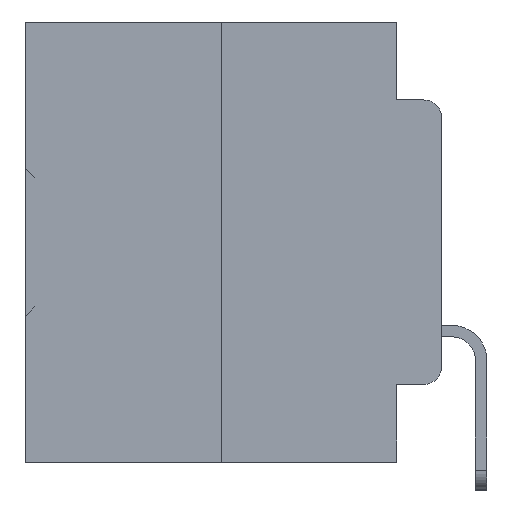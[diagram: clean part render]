
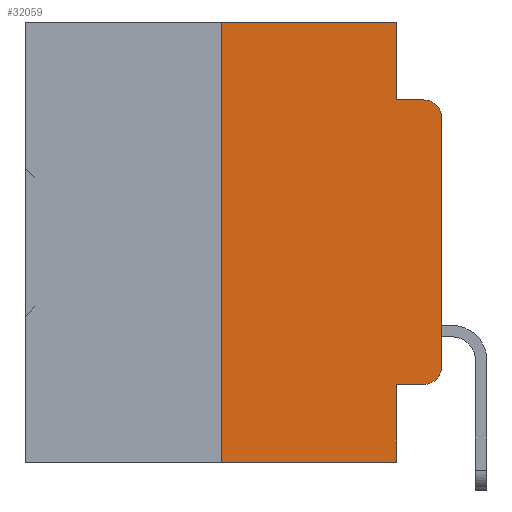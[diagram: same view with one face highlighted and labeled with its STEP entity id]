
A CAD part, left-side view. The second image highlights one B-rep face of the part: STEP entity #32059.
In plain terms, the highlighted planar face has unit normal (-1, 0, 0).
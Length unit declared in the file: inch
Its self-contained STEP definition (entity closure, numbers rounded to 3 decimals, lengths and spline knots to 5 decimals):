
#85 = EDGE_CURVE ( 'NONE', #28247, #33590, #32860, .T. ) ;
#145 = CARTESIAN_POINT ( 'NONE',  ( 0., 0., -0.3915 ) ) ;
#264 = ORIENTED_EDGE ( 'NONE', *, *, #31043, .F. ) ;
#807 = VECTOR ( 'NONE', #12703, 39.37008 ) ;
#2000 = VECTOR ( 'NONE', #33016, 39.37008 ) ;
#2437 = VERTEX_POINT ( 'NONE', #6601 ) ;
#2703 = VECTOR ( 'NONE', #18114, 39.37008 ) ;
#3313 = ORIENTED_EDGE ( 'NONE', *, *, #29066, .F. ) ;
#4206 = LINE ( 'NONE', #4807, #26196 ) ;
#4807 = CARTESIAN_POINT ( 'NONE',  ( 0., 0.051, -0.0885 ) ) ;
#4889 = DIRECTION ( 'NONE',  ( -1., 0., 0. ) ) ;
#5987 = VERTEX_POINT ( 'NONE', #37379 ) ;
#6601 = CARTESIAN_POINT ( 'NONE',  ( 0., 0.02, -0.4115 ) ) ;
#7334 = VECTOR ( 'NONE', #12593, 39.37008 ) ;
#7652 = CARTESIAN_POINT ( 'NONE',  ( 0., 0.051, -0.0885 ) ) ;
#7886 = AXIS2_PLACEMENT_3D ( 'NONE', #24275, #9418, #30085 ) ;
#8145 = LINE ( 'NONE', #24502, #807 ) ;
#8598 = ORIENTED_EDGE ( 'NONE', *, *, #27436, .F. ) ;
#9418 = DIRECTION ( 'NONE',  ( 1., 0., 0. ) ) ;
#9562 = CARTESIAN_POINT ( 'NONE',  ( 0., 0.051, -0.4115 ) ) ;
#10650 = CARTESIAN_POINT ( 'NONE',  ( 0., 0.02, -0.3915 ) ) ;
#11082 = CARTESIAN_POINT ( 'NONE',  ( 0., 0.25, 0. ) ) ;
#11169 = LINE ( 'NONE', #18559, #2000 ) ;
#11811 = LINE ( 'NONE', #23892, #2703 ) ;
#12593 = DIRECTION ( 'NONE',  ( 0., -1., 0. ) ) ;
#12703 = DIRECTION ( 'NONE',  ( 0., -1., 0. ) ) ;
#13320 = AXIS2_PLACEMENT_3D ( 'NONE', #10650, #31255, #13650 ) ;
#13335 = ORIENTED_EDGE ( 'NONE', *, *, #27647, .T. ) ;
#13414 = FACE_OUTER_BOUND ( 'NONE', #34422, .T. ) ;
#13650 = DIRECTION ( 'NONE',  ( 0., 0., -1. ) ) ;
#14713 = ORIENTED_EDGE ( 'NONE', *, *, #32962, .F. ) ;
#14723 = LINE ( 'NONE', #33168, #29432 ) ;
#16161 = ORIENTED_EDGE ( 'NONE', *, *, #17361, .T. ) ;
#17190 = CARTESIAN_POINT ( 'NONE',  ( 0., 0.25, -0.5 ) ) ;
#17361 = EDGE_CURVE ( 'NONE', #2437, #28247, #28790, .T. ) ;
#18114 = DIRECTION ( 'NONE',  ( 0., 0., 1. ) ) ;
#18559 = CARTESIAN_POINT ( 'NONE',  ( 0., 0.051, 0. ) ) ;
#18716 = VERTEX_POINT ( 'NONE', #28859 ) ;
#19386 = EDGE_CURVE ( 'NONE', #36962, #2437, #38576, .T. ) ;
#19700 = DIRECTION ( 'NONE',  ( 0., 0., -1. ) ) ;
#20868 = AXIS2_PLACEMENT_3D ( 'NONE', #22917, #4889, #25795 ) ;
#21352 = EDGE_CURVE ( 'NONE', #36962, #18716, #23597, .T. ) ;
#21430 = VERTEX_POINT ( 'NONE', #17190 ) ;
#21708 = DIRECTION ( 'NONE',  ( 0., -1., 0. ) ) ;
#21869 = CARTESIAN_POINT ( 'NONE',  ( 0., 0.051, 0. ) ) ;
#22354 = VERTEX_POINT ( 'NONE', #11082 ) ;
#22678 = VECTOR ( 'NONE', #19700, 39.37008 ) ;
#22917 = CARTESIAN_POINT ( 'NONE',  ( 0., 0.02, -0.1085 ) ) ;
#23597 = LINE ( 'NONE', #25538, #22678 ) ;
#23892 = CARTESIAN_POINT ( 'NONE',  ( 0., 0.25, 0. ) ) ;
#24275 = CARTESIAN_POINT ( 'NONE',  ( 0., 0.473, 0. ) ) ;
#24502 = CARTESIAN_POINT ( 'NONE',  ( 0., 0.473, 0. ) ) ;
#25195 = VECTOR ( 'NONE', #28459, 39.37008 ) ;
#25538 = CARTESIAN_POINT ( 'NONE',  ( 0., 0.051, 0. ) ) ;
#25795 = DIRECTION ( 'NONE',  ( 0., 0., -1. ) ) ;
#25818 = VERTEX_POINT ( 'NONE', #7652 ) ;
#25839 = DIRECTION ( 'NONE',  ( 0., -1., 0. ) ) ;
#26196 = VECTOR ( 'NONE', #25839, 39.37008 ) ;
#27178 = PLANE ( 'NONE',  #7886 ) ;
#27436 = EDGE_CURVE ( 'NONE', #22354, #33421, #8145, .T. ) ;
#27647 = EDGE_CURVE ( 'NONE', #21430, #18716, #14723, .T. ) ;
#28247 = VERTEX_POINT ( 'NONE', #145 ) ;
#28459 = DIRECTION ( 'NONE',  ( 0., 0., 1. ) ) ;
#28790 = CIRCLE ( 'NONE', #13320, 0.02 ) ;
#28859 = CARTESIAN_POINT ( 'NONE',  ( 0., 0.051, -0.5 ) ) ;
#29066 = EDGE_CURVE ( 'NONE', #21430, #22354, #11811, .T. ) ;
#29118 = CARTESIAN_POINT ( 'NONE',  ( 0., 0., 0. ) ) ;
#29423 = ORIENTED_EDGE ( 'NONE', *, *, #85, .T. ) ;
#29432 = VECTOR ( 'NONE', #21708, 39.37008 ) ;
#30085 = DIRECTION ( 'NONE',  ( 0., 0., -1. ) ) ;
#31043 = EDGE_CURVE ( 'NONE', #33421, #25818, #11169, .T. ) ;
#31255 = DIRECTION ( 'NONE',  ( -1., 0., 0. ) ) ;
#32059 = ADVANCED_FACE ( 'NONE', ( #13414 ), #27178, .F. ) ;
#32860 = LINE ( 'NONE', #29118, #25195 ) ;
#32962 = EDGE_CURVE ( 'NONE', #25818, #5987, #4206, .T. ) ;
#33016 = DIRECTION ( 'NONE',  ( 0., 0., -1. ) ) ;
#33168 = CARTESIAN_POINT ( 'NONE',  ( 0., 0.473, -0.5 ) ) ;
#33421 = VERTEX_POINT ( 'NONE', #21869 ) ;
#33590 = VERTEX_POINT ( 'NONE', #34055 ) ;
#34055 = CARTESIAN_POINT ( 'NONE',  ( 0., 0., -0.1085 ) ) ;
#34422 = EDGE_LOOP ( 'NONE', ( #29423, #37048, #14713, #264, #8598, #3313, #13335, #36616, #38421, #16161 ) ) ;
#34583 = CIRCLE ( 'NONE', #20868, 0.02 ) ;
#36616 = ORIENTED_EDGE ( 'NONE', *, *, #21352, .F. ) ;
#36764 = EDGE_CURVE ( 'NONE', #33590, #5987, #34583, .T. ) ;
#36962 = VERTEX_POINT ( 'NONE', #38083 ) ;
#37048 = ORIENTED_EDGE ( 'NONE', *, *, #36764, .T. ) ;
#37379 = CARTESIAN_POINT ( 'NONE',  ( 0., 0.02, -0.0885 ) ) ;
#38083 = CARTESIAN_POINT ( 'NONE',  ( 0., 0.051, -0.4115 ) ) ;
#38421 = ORIENTED_EDGE ( 'NONE', *, *, #19386, .T. ) ;
#38576 = LINE ( 'NONE', #9562, #7334 ) ;
